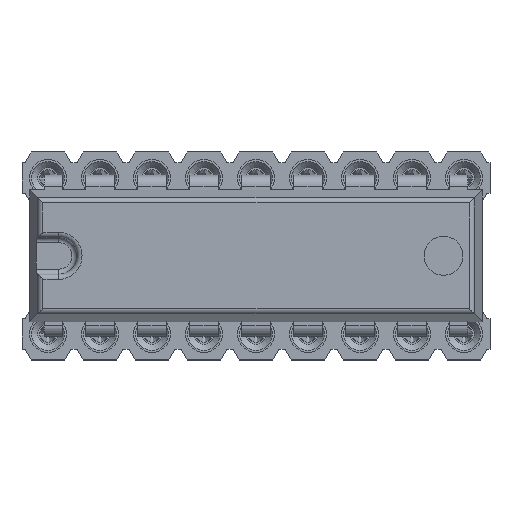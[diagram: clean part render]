
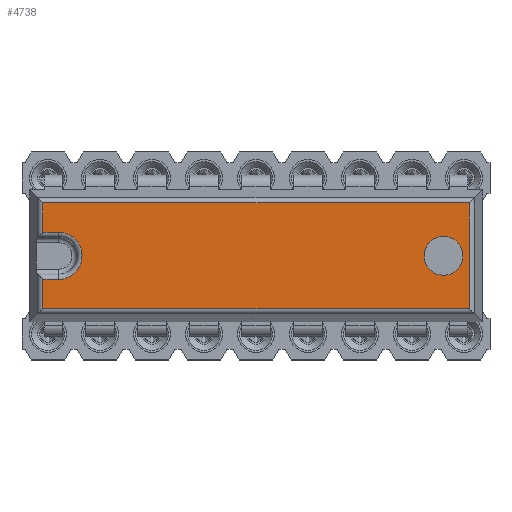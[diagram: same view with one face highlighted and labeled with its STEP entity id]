
A CAD part, top view. The second image highlights one B-rep face of the part: STEP entity #4738.
In plain terms, the highlighted planar face has unit normal (0, 0, 1).
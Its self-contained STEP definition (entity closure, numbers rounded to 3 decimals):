
#4738=ADVANCED_FACE('',(#10854,#10856),#10858,.T.);
#10854=FACE_BOUND('',#10855,.T.);
#10855=EDGE_LOOP('',(#14731,#14732,#14733,#14734,#14735,#14736,#14737,#14738));
#10856=FACE_BOUND('',#10857,.T.);
#10857=EDGE_LOOP('',(#14739));
#10858=PLANE('',#10859);
#10859=AXIS2_PLACEMENT_3D('',#10860,#10861,#10862);
#10860=CARTESIAN_POINT('',(0.,0.,3.9));
#10861=DIRECTION('',(0.,0.,1.));
#10862=DIRECTION('',(1.,0.,0.));
#14731=ORIENTED_EDGE('',*,*,#17152,.T.);
#14732=ORIENTED_EDGE('',*,*,#17160,.T.);
#14733=ORIENTED_EDGE('',*,*,#17158,.T.);
#14734=ORIENTED_EDGE('',*,*,#17157,.T.);
#14735=ORIENTED_EDGE('',*,*,#17143,.T.);
#14736=ORIENTED_EDGE('',*,*,#17141,.T.);
#14737=ORIENTED_EDGE('',*,*,#17139,.T.);
#14738=ORIENTED_EDGE('',*,*,#17155,.T.);
#14739=ORIENTED_EDGE('',*,*,#17161,.T.);
#17139=EDGE_CURVE('',#19440,#19438,#19441,.T.);
#17141=EDGE_CURVE('',#19443,#19440,#19444,.T.);
#17143=EDGE_CURVE('',#19446,#19443,#19447,.T.);
#17152=EDGE_CURVE('',#19460,#19461,#19462,.F.);
#17155=EDGE_CURVE('',#19438,#19460,#19465,.T.);
#17157=EDGE_CURVE('',#19466,#19446,#19468,.T.);
#17158=EDGE_CURVE('',#19469,#19466,#19470,.F.);
#17160=EDGE_CURVE('',#19461,#19469,#19472,.F.);
#17161=EDGE_CURVE('',#19473,#19473,#19474,.F.);
#19438=VERTEX_POINT('',#25763);
#19440=VERTEX_POINT('',#25768);
#19441=LINE('',#25769,#25770);
#19443=VERTEX_POINT('',#25776);
#19444=LINE('',#25777,#25778);
#19446=VERTEX_POINT('',#25784);
#19447=LINE('',#25785,#25786);
#19460=VERTEX_POINT('',#25820);
#19461=VERTEX_POINT('',#25821);
#19462=LINE('',#25822,#25823);
#19465=LINE('',#25833,#25834);
#19466=VERTEX_POINT('',#25836);
#19468=LINE('',#25841,#25842);
#19469=VERTEX_POINT('',#25844);
#19470=LINE('',#25845,#25846);
#19472=CIRCLE('',#25852,1.15);
#19473=VERTEX_POINT('',#25856);
#19474=CIRCLE('',#25857,0.95);
#25763=CARTESIAN_POINT('',(-0.251,6.396,3.9));
#25768=CARTESIAN_POINT('',(20.571,6.396,3.9));
#25769=CARTESIAN_POINT('',(20.571,6.396,3.9));
#25770=VECTOR('',#25771,1.);
#25771=DIRECTION('',(-1.,0.,0.));
#25776=CARTESIAN_POINT('',(20.571,1.224,3.9));
#25777=CARTESIAN_POINT('',(20.571,1.224,3.9));
#25778=VECTOR('',#25779,1.);
#25779=DIRECTION('',(0.,1.,0.));
#25784=CARTESIAN_POINT('',(-0.251,1.224,3.9));
#25785=CARTESIAN_POINT('',(-0.251,1.224,3.9));
#25786=VECTOR('',#25787,1.);
#25787=DIRECTION('',(1.,0.,0.));
#25820=CARTESIAN_POINT('',(-0.251,4.96,3.9));
#25821=CARTESIAN_POINT('',(0.515,4.96,3.9));
#25822=CARTESIAN_POINT('',(0.515,4.96,3.9));
#25823=VECTOR('',#25824,1.);
#25824=DIRECTION('',(-1.,0.,0.));
#25833=CARTESIAN_POINT('',(-0.251,6.396,3.9));
#25834=VECTOR('',#25835,1.);
#25835=DIRECTION('',(0.,-1.,0.));
#25836=CARTESIAN_POINT('',(-0.251,2.66,3.9));
#25841=CARTESIAN_POINT('',(-0.251,2.66,3.9));
#25842=VECTOR('',#25843,1.);
#25843=DIRECTION('',(0.,-1.,0.));
#25844=CARTESIAN_POINT('',(0.515,2.66,3.9));
#25845=CARTESIAN_POINT('',(-0.251,2.66,3.9));
#25846=VECTOR('',#25847,1.);
#25847=DIRECTION('',(1.,0.,0.));
#25852=AXIS2_PLACEMENT_3D('',#25853,#25854,#25855);
#25853=CARTESIAN_POINT('',(0.515,3.81,3.9));
#25854=DIRECTION('',(-0.,0.,1.));
#25855=DIRECTION('',(0.,-1.,0.));
#25856=CARTESIAN_POINT('',(20.27,3.81,3.9));
#25857=AXIS2_PLACEMENT_3D('',#25858,#25859,#25860);
#25858=CARTESIAN_POINT('',(19.32,3.81,3.9));
#25859=DIRECTION('',(0.,0.,1.));
#25860=DIRECTION('',(1.,0.,0.));
